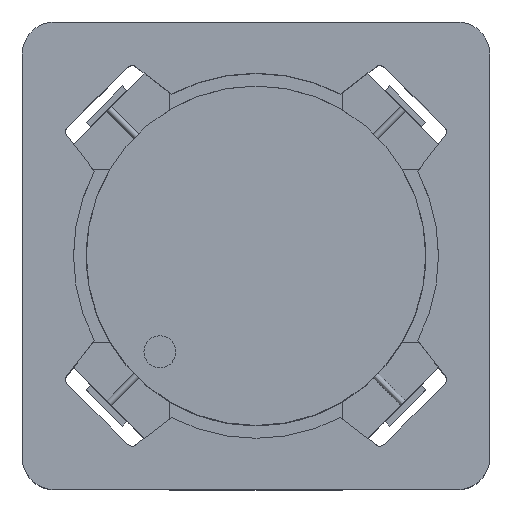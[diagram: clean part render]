
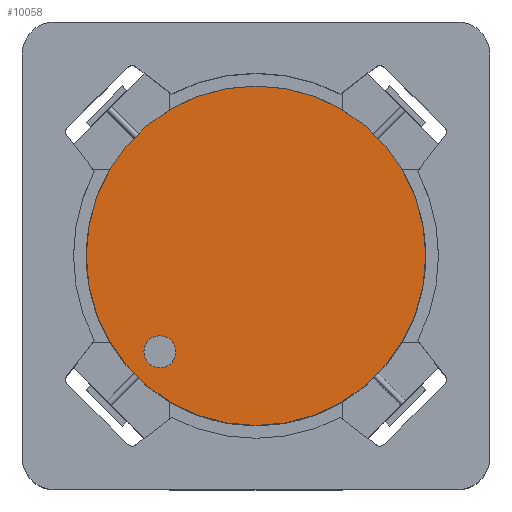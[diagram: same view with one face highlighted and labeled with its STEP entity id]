
A CAD part, top view. The second image highlights one B-rep face of the part: STEP entity #10058.
In plain terms, the highlighted planar face has unit normal (0, 0, 1).
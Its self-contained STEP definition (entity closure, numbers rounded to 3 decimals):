
#8619=CARTESIAN_POINT('',(-1.5,-1.25,4.0));
#8620=VERTEX_POINT('',#8619);
#8629=CARTESIAN_POINT('',(-1.75,-1.5,4.0));
#8630=VERTEX_POINT('',#8629);
#8631=CARTESIAN_POINT('',(-1.5,-1.5,4.0));
#8632=DIRECTION('',(0.0,0.0,-1.0));
#8633=DIRECTION('',(-1.0,0.0,0.0));
#8634=AXIS2_PLACEMENT_3D('',#8631,#8632,#8633);
#8635=CIRCLE('',#8634,0.25);
#8636=EDGE_CURVE('',#8630,#8620,#8635,.T.);
#8638=CARTESIAN_POINT('',(-1.5,-1.75,4.0));
#8639=VERTEX_POINT('',#8638);
#8640=CARTESIAN_POINT('',(-1.5,-1.5,4.0));
#8641=DIRECTION('',(0.0,0.0,-1.0));
#8642=DIRECTION('',(-1.0,0.0,0.0));
#8643=AXIS2_PLACEMENT_3D('',#8640,#8641,#8642);
#8644=CIRCLE('',#8643,0.25);
#8645=EDGE_CURVE('',#8639,#8630,#8644,.T.);
#8679=CARTESIAN_POINT('',(0.,-2.65,4.0));
#8680=VERTEX_POINT('',#8679);
#8689=CARTESIAN_POINT('',(-2.65,0.,4.0));
#8690=VERTEX_POINT('',#8689);
#8691=CARTESIAN_POINT('',(0.0,0.0,4.0));
#8692=DIRECTION('',(0.0,0.0,-1.0));
#8693=DIRECTION('',(-1.0,0.0,0.0));
#8694=AXIS2_PLACEMENT_3D('',#8691,#8692,#8693);
#8695=CIRCLE('',#8694,2.65);
#8696=EDGE_CURVE('',#8680,#8690,#8695,.T.);
#8698=CARTESIAN_POINT('',(0.,2.65,4.0));
#8699=VERTEX_POINT('',#8698);
#8700=CARTESIAN_POINT('',(0.0,0.0,4.0));
#8701=DIRECTION('',(0.0,0.0,-1.0));
#8702=DIRECTION('',(-1.0,0.0,0.0));
#8703=AXIS2_PLACEMENT_3D('',#8700,#8701,#8702);
#8704=CIRCLE('',#8703,2.65);
#8705=EDGE_CURVE('',#8690,#8699,#8704,.T.);
#10031=CARTESIAN_POINT('',(2.915,2.915,4.0));
#10032=DIRECTION('',(0.0,0.0,-1.0));
#10033=DIRECTION('',(0.0,-1.0,0.0));
#10034=AXIS2_PLACEMENT_3D('',#10031,#10032,#10033);
#10035=PLANE('',#10034);
#10036=ORIENTED_EDGE('',*,*,#8705,.F.);
#10037=ORIENTED_EDGE('',*,*,#8696,.F.);
#10038=CARTESIAN_POINT('',(0.0,0.0,4.0));
#10039=DIRECTION('',(0.0,0.0,-1.0));
#10040=DIRECTION('',(-1.0,0.0,0.0));
#10041=AXIS2_PLACEMENT_3D('',#10038,#10039,#10040);
#10042=CIRCLE('',#10041,2.65);
#10043=EDGE_CURVE('',#8699,#8680,#10042,.T.);
#10044=ORIENTED_EDGE('',*,*,#10043,.F.);
#10045=EDGE_LOOP('',(#10036,#10037,#10044));
#10046=FACE_OUTER_BOUND('',#10045,.T.);
#10047=ORIENTED_EDGE('',*,*,#8636,.T.);
#10048=CARTESIAN_POINT('',(-1.5,-1.5,4.0));
#10049=DIRECTION('',(0.0,0.0,-1.0));
#10050=DIRECTION('',(-1.0,0.0,0.0));
#10051=AXIS2_PLACEMENT_3D('',#10048,#10049,#10050);
#10052=CIRCLE('',#10051,0.25);
#10053=EDGE_CURVE('',#8620,#8639,#10052,.T.);
#10054=ORIENTED_EDGE('',*,*,#10053,.T.);
#10055=ORIENTED_EDGE('',*,*,#8645,.T.);
#10056=EDGE_LOOP('',(#10047,#10054,#10055));
#10057=FACE_BOUND('',#10056,.T.);
#10058=ADVANCED_FACE('',(#10046,#10057),#10035,.F.);
